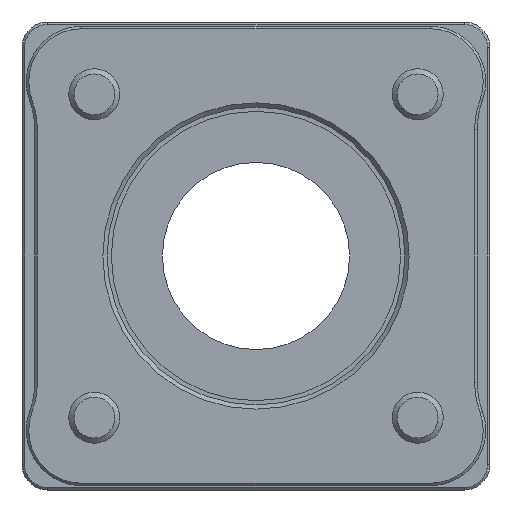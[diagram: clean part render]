
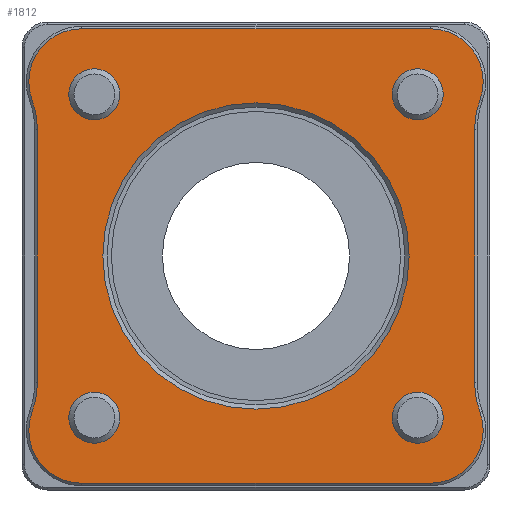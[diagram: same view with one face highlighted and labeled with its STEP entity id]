
A CAD part, front view. The second image highlights one B-rep face of the part: STEP entity #1812.
In plain terms, the highlighted planar face has unit normal (0, -1, 0).
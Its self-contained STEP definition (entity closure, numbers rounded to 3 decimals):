
#134=LINE('',#2977,#282);
#139=LINE('',#2995,#287);
#144=LINE('',#3013,#292);
#149=LINE('',#3031,#297);
#282=VECTOR('',#2422,41.);
#287=VECTOR('',#2441,29.651);
#292=VECTOR('',#2460,41.);
#297=VECTOR('',#2479,29.651);
#370=PLANE('',#2001);
#437=FACE_BOUND('',#705,.T.);
#438=FACE_BOUND('',#706,.T.);
#439=FACE_BOUND('',#707,.T.);
#440=FACE_BOUND('',#708,.T.);
#441=FACE_BOUND('',#709,.T.);
#552=FACE_OUTER_BOUND('',#704,.T.);
#704=EDGE_LOOP('',(#1612,#1613,#1614,#1615,#1616,#1617,#1618,#1619,#1620,
#1621,#1622,#1623));
#705=EDGE_LOOP('',(#1624));
#706=EDGE_LOOP('',(#1625));
#707=EDGE_LOOP('',(#1626));
#708=EDGE_LOOP('',(#1627));
#709=EDGE_LOOP('',(#1628));
#801=CIRCLE('',#1970,6.2);
#803=CIRCLE('',#1973,10.4);
#805=CIRCLE('',#1977,10.4);
#807=CIRCLE('',#1980,6.2);
#809=CIRCLE('',#1984,6.2);
#811=CIRCLE('',#1987,10.4);
#813=CIRCLE('',#1991,10.4);
#815=CIRCLE('',#1994,6.2);
#816=CIRCLE('',#2002,18.);
#817=CIRCLE('',#2003,3.);
#818=CIRCLE('',#2004,3.);
#819=CIRCLE('',#2005,3.);
#820=CIRCLE('',#2006,3.);
#952=VERTEX_POINT('',#2970);
#955=VERTEX_POINT('',#2975);
#956=VERTEX_POINT('',#2979);
#958=VERTEX_POINT('',#2985);
#960=VERTEX_POINT('',#2991);
#962=VERTEX_POINT('',#2997);
#964=VERTEX_POINT('',#3003);
#966=VERTEX_POINT('',#3009);
#968=VERTEX_POINT('',#3015);
#970=VERTEX_POINT('',#3021);
#972=VERTEX_POINT('',#3027);
#974=VERTEX_POINT('',#3033);
#976=VERTEX_POINT('',#3055);
#977=VERTEX_POINT('',#3057);
#978=VERTEX_POINT('',#3059);
#979=VERTEX_POINT('',#3061);
#980=VERTEX_POINT('',#3063);
#1163=EDGE_CURVE('',#955,#952,#134,.T.);
#1166=EDGE_CURVE('',#952,#956,#801,.T.);
#1169=EDGE_CURVE('',#956,#958,#803,.T.);
#1172=EDGE_CURVE('',#958,#960,#139,.T.);
#1175=EDGE_CURVE('',#960,#962,#805,.T.);
#1178=EDGE_CURVE('',#962,#964,#807,.T.);
#1181=EDGE_CURVE('',#964,#966,#144,.T.);
#1184=EDGE_CURVE('',#966,#968,#809,.T.);
#1187=EDGE_CURVE('',#968,#970,#811,.T.);
#1190=EDGE_CURVE('',#970,#972,#149,.T.);
#1193=EDGE_CURVE('',#972,#974,#813,.T.);
#1195=EDGE_CURVE('',#974,#955,#815,.T.);
#1203=EDGE_CURVE('',#976,#976,#816,.T.);
#1204=EDGE_CURVE('',#977,#977,#817,.T.);
#1205=EDGE_CURVE('',#978,#978,#818,.T.);
#1206=EDGE_CURVE('',#979,#979,#819,.T.);
#1207=EDGE_CURVE('',#980,#980,#820,.T.);
#1612=ORIENTED_EDGE('',*,*,#1163,.F.);
#1613=ORIENTED_EDGE('',*,*,#1195,.F.);
#1614=ORIENTED_EDGE('',*,*,#1193,.F.);
#1615=ORIENTED_EDGE('',*,*,#1190,.F.);
#1616=ORIENTED_EDGE('',*,*,#1187,.F.);
#1617=ORIENTED_EDGE('',*,*,#1184,.F.);
#1618=ORIENTED_EDGE('',*,*,#1181,.F.);
#1619=ORIENTED_EDGE('',*,*,#1178,.F.);
#1620=ORIENTED_EDGE('',*,*,#1175,.F.);
#1621=ORIENTED_EDGE('',*,*,#1172,.F.);
#1622=ORIENTED_EDGE('',*,*,#1169,.F.);
#1623=ORIENTED_EDGE('',*,*,#1166,.F.);
#1624=ORIENTED_EDGE('',*,*,#1203,.F.);
#1625=ORIENTED_EDGE('',*,*,#1204,.T.);
#1626=ORIENTED_EDGE('',*,*,#1205,.T.);
#1627=ORIENTED_EDGE('',*,*,#1206,.T.);
#1628=ORIENTED_EDGE('',*,*,#1207,.T.);
#1812=ADVANCED_FACE('',(#552,#437,#438,#439,#440,#441),#370,.F.);
#1970=AXIS2_PLACEMENT_3D('',#2983,#2428,#2429);
#1973=AXIS2_PLACEMENT_3D('',#2989,#2435,#2436);
#1977=AXIS2_PLACEMENT_3D('',#3001,#2447,#2448);
#1980=AXIS2_PLACEMENT_3D('',#3007,#2454,#2455);
#1984=AXIS2_PLACEMENT_3D('',#3019,#2466,#2467);
#1987=AXIS2_PLACEMENT_3D('',#3025,#2473,#2474);
#1991=AXIS2_PLACEMENT_3D('',#3037,#2485,#2486);
#1994=AXIS2_PLACEMENT_3D('',#3040,#2491,#2492);
#2001=AXIS2_PLACEMENT_3D('',#3054,#2512,#2513);
#2002=AXIS2_PLACEMENT_3D('',#3056,#2514,#2515);
#2003=AXIS2_PLACEMENT_3D('',#3058,#2516,#2517);
#2004=AXIS2_PLACEMENT_3D('',#3060,#2518,#2519);
#2005=AXIS2_PLACEMENT_3D('',#3062,#2520,#2521);
#2006=AXIS2_PLACEMENT_3D('',#3064,#2522,#2523);
#2422=DIRECTION('',(1.,0.,0.));
#2428=DIRECTION('center_axis',(0.,1.,0.));
#2429=DIRECTION('ref_axis',(0.,0.,1.));
#2435=DIRECTION('center_axis',(0.,-1.,0.));
#2436=DIRECTION('ref_axis',(-1.,0.,0.));
#2441=DIRECTION('',(0.,0.,-1.));
#2447=DIRECTION('center_axis',(0.,-1.,0.));
#2448=DIRECTION('ref_axis',(-0.94,0.,-0.342));
#2454=DIRECTION('center_axis',(0.,1.,0.));
#2455=DIRECTION('ref_axis',(0.94,0.,0.342));
#2460=DIRECTION('',(-1.,0.,0.));
#2466=DIRECTION('center_axis',(0.,1.,0.));
#2467=DIRECTION('ref_axis',(0.,0.,-1.));
#2473=DIRECTION('center_axis',(0.,-1.,0.));
#2474=DIRECTION('ref_axis',(1.,0.,0.));
#2479=DIRECTION('',(0.,0.,1.));
#2485=DIRECTION('center_axis',(0.,-1.,0.));
#2486=DIRECTION('ref_axis',(0.94,0.,0.342));
#2491=DIRECTION('center_axis',(0.,1.,0.));
#2492=DIRECTION('ref_axis',(-0.94,0.,-0.342));
#2512=DIRECTION('center_axis',(0.,1.,0.));
#2513=DIRECTION('ref_axis',(0.,0.,1.));
#2514=DIRECTION('center_axis',(0.,-1.,0.));
#2515=DIRECTION('ref_axis',(-1.,0.,0.));
#2516=DIRECTION('center_axis',(0.,1.,0.));
#2517=DIRECTION('ref_axis',(-1.,0.,0.));
#2518=DIRECTION('center_axis',(0.,1.,0.));
#2519=DIRECTION('ref_axis',(-1.,0.,0.));
#2520=DIRECTION('center_axis',(0.,1.,0.));
#2521=DIRECTION('ref_axis',(-1.,0.,0.));
#2522=DIRECTION('center_axis',(0.,1.,0.));
#2523=DIRECTION('ref_axis',(-1.,0.,0.));
#2970=CARTESIAN_POINT('',(20.5,0.,26.7));
#2975=CARTESIAN_POINT('',(-20.5,0.,26.7));
#2977=CARTESIAN_POINT('',(-10.25,0.,26.7));
#2979=CARTESIAN_POINT('',(26.327,0.,18.381));
#2983=CARTESIAN_POINT('Origin',(20.5,0.,20.5));
#2985=CARTESIAN_POINT('',(25.7,0.,14.825));
#2989=CARTESIAN_POINT('Origin',(36.1,0.,14.825));
#2991=CARTESIAN_POINT('',(25.7,0.,-14.825));
#2995=CARTESIAN_POINT('',(25.7,0.,7.413));
#2997=CARTESIAN_POINT('',(26.327,0.,-18.381));
#3001=CARTESIAN_POINT('Origin',(36.1,0.,-14.825));
#3003=CARTESIAN_POINT('',(20.5,0.,-26.7));
#3007=CARTESIAN_POINT('Origin',(20.5,0.,-20.5));
#3009=CARTESIAN_POINT('',(-20.5,0.,-26.7));
#3013=CARTESIAN_POINT('',(10.25,0.,-26.7));
#3015=CARTESIAN_POINT('',(-26.327,0.,-18.381));
#3019=CARTESIAN_POINT('Origin',(-20.5,0.,-20.5));
#3021=CARTESIAN_POINT('',(-25.7,0.,-14.825));
#3025=CARTESIAN_POINT('Origin',(-36.1,0.,-14.825));
#3027=CARTESIAN_POINT('',(-25.7,0.,14.825));
#3031=CARTESIAN_POINT('',(-25.7,0.,-7.413));
#3033=CARTESIAN_POINT('',(-26.327,0.,18.381));
#3037=CARTESIAN_POINT('Origin',(-36.1,0.,14.825));
#3040=CARTESIAN_POINT('Origin',(-20.5,0.,20.5));
#3054=CARTESIAN_POINT('Origin',(0.,0.,0.));
#3055=CARTESIAN_POINT('',(18.,0.,0.));
#3056=CARTESIAN_POINT('Origin',(0.,0.,0.));
#3057=CARTESIAN_POINT('',(-16.,0.,-19.));
#3058=CARTESIAN_POINT('Origin',(-19.,0.,-19.));
#3059=CARTESIAN_POINT('',(-16.,0.,19.));
#3060=CARTESIAN_POINT('Origin',(-19.,0.,19.));
#3061=CARTESIAN_POINT('',(22.,0.,19.));
#3062=CARTESIAN_POINT('Origin',(19.,0.,19.));
#3063=CARTESIAN_POINT('',(22.,0.,-19.));
#3064=CARTESIAN_POINT('Origin',(19.,0.,-19.));
